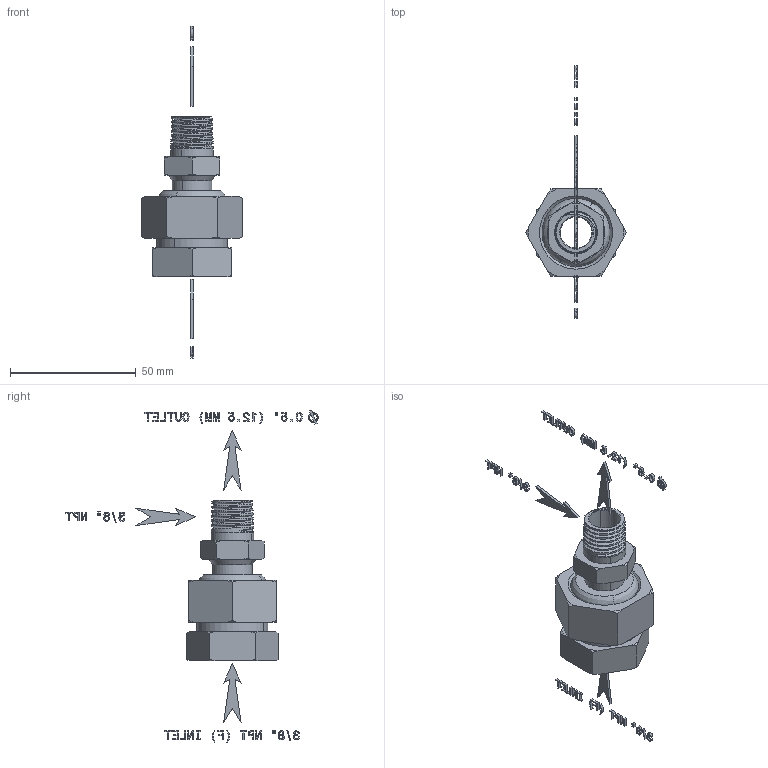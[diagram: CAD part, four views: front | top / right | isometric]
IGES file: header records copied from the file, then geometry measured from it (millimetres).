
Start section: START RECORD GO HERE.
Global section: file name: 0.375 In Swivel Fitting.igs; native system: DASSAULT SYSTEMES CATIA V5 R20 - www.3ds.com; preprocessor: CATIA Version 5 Release 20 ; author: DESIGNENG; organization: DESIGNENG; date: 20150601.124219; units: millimetre
Bounding box: 40.3 x 100.53 x 132.15 mm (x, y, z)
Volume: 26776 mm3; surface area: 14366.3 mm2
Topology: 49 solids, 49 shells, 1345 faces, 3621 edges, 2396 vertices
Faces by surface type: plane 1020, extrusion 161, revolution 108, bspline 56
